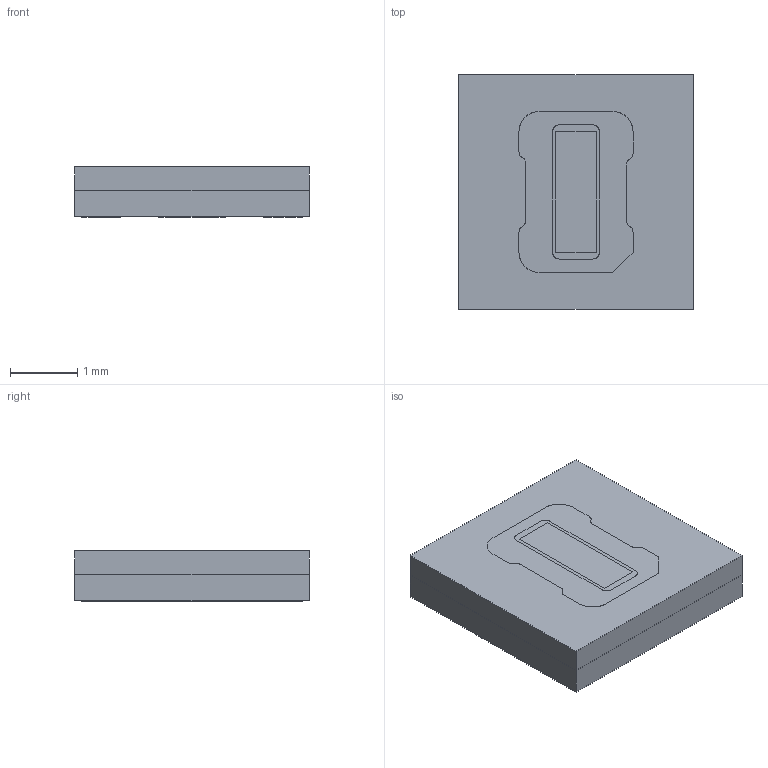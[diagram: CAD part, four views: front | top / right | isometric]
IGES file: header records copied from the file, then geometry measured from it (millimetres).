
Start section: SolidWorks IGES file using analytic representation for surfaces
Global section: file name: NJ2W270B-PF.IGS; native system: SolidWorks 2018; preprocessor: SolidWorks 2018; author: j40865; date: 200303.093442; units: millimetre
Bounding box: 3.5 x 3.5 x 0.75 mm (x, y, z)
Surface area: 82.5 mm2 (no closed solid volume)
Topology: 0 solids, 0 shells, 111 faces, 740 edges, 740 vertices
Faces by surface type: bspline 71, revolution 40
